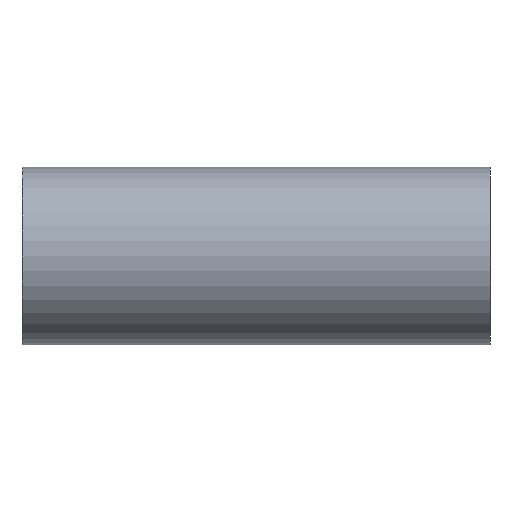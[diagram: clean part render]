
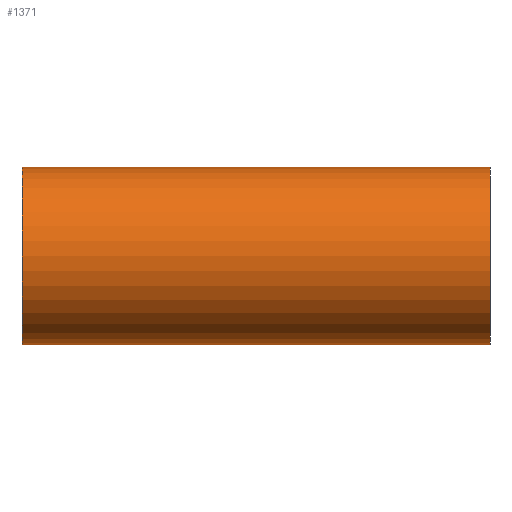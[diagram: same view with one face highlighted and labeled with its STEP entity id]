
A CAD part, left-side view. The second image highlights one B-rep face of the part: STEP entity #1371.
In plain terms, the highlighted cylindrical face has radius 26.5 mm (diameter 53 mm), a full revolution.
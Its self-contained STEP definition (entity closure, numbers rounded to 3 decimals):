
#1057=CARTESIAN_POINT('',(0.,0.0,-26.5));
#1058=VERTEX_POINT('',#1057);
#1059=CARTESIAN_POINT('',(0.,0.0,26.5));
#1060=VERTEX_POINT('',#1059);
#1061=CARTESIAN_POINT('',(0.,0.0,0.0));
#1062=DIRECTION('',(0.732,-0.681,0.));
#1063=DIRECTION('',(0.681,0.732,0.0));
#1064=AXIS2_PLACEMENT_3D('',#1061,#1062,#1063);
#1065=ELLIPSE('',#1064,38.917,26.5);
#1066=EDGE_CURVE('',#1058,#1060,#1065,.T.);
#1269=CARTESIAN_POINT('',(0.,0.0,0.0));
#1270=DIRECTION('',(0.732,0.681,0.));
#1271=DIRECTION('',(0.681,-0.732,0.0));
#1272=AXIS2_PLACEMENT_3D('',#1269,#1270,#1271);
#1273=ELLIPSE('',#1272,38.917,26.5);
#1274=EDGE_CURVE('',#1060,#1058,#1273,.T.);
#1340=CARTESIAN_POINT('',(0.,0.,0.0));
#1341=DIRECTION('',(0.,-1.0,0.0));
#1342=DIRECTION('',(1.0,0.0,0.0));
#1343=AXIS2_PLACEMENT_3D('',#1340,#1341,#1342);
#1344=CYLINDRICAL_SURFACE('',#1343,26.5);
#1345=CARTESIAN_POINT('',(26.5,-70.0,0.0));
#1346=VERTEX_POINT('',#1345);
#1347=CARTESIAN_POINT('',(0.,-70.0,0.0));
#1348=DIRECTION('',(0.0,-1.0,0.0));
#1349=DIRECTION('',(1.0,0.0,0.0));
#1350=AXIS2_PLACEMENT_3D('',#1347,#1348,#1349);
#1351=CIRCLE('',#1350,26.5);
#1352=EDGE_CURVE('',#1346,#1346,#1351,.T.);
#1353=ORIENTED_EDGE('',*,*,#1352,.F.);
#1354=EDGE_LOOP('',(#1353));
#1355=FACE_OUTER_BOUND('',#1354,.T.);
#1356=ORIENTED_EDGE('',*,*,#1066,.F.);
#1357=ORIENTED_EDGE('',*,*,#1274,.F.);
#1358=EDGE_LOOP('',(#1356,#1357));
#1359=FACE_BOUND('',#1358,.T.);
#1360=CARTESIAN_POINT('',(26.5,70.0,0.0));
#1361=VERTEX_POINT('',#1360);
#1362=CARTESIAN_POINT('',(0.,70.,0.0));
#1363=DIRECTION('',(0.0,-1.0,0.0));
#1364=DIRECTION('',(1.0,0.0,0.0));
#1365=AXIS2_PLACEMENT_3D('',#1362,#1363,#1364);
#1366=CIRCLE('',#1365,26.5);
#1367=EDGE_CURVE('',#1361,#1361,#1366,.T.);
#1368=ORIENTED_EDGE('',*,*,#1367,.T.);
#1369=EDGE_LOOP('',(#1368));
#1370=FACE_BOUND('',#1369,.T.);
#1371=ADVANCED_FACE('',(#1355,#1359,#1370),#1344,.T.);
